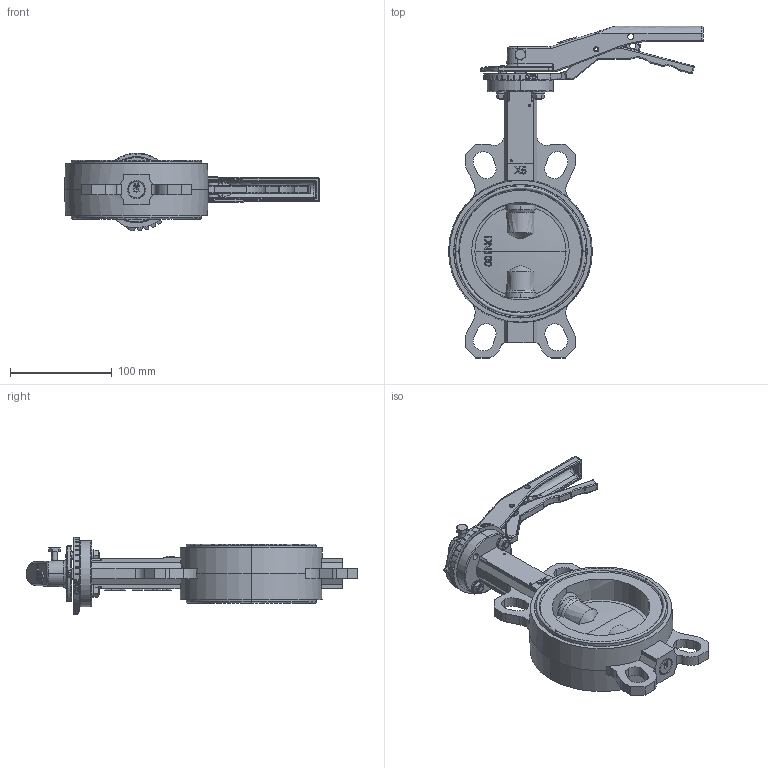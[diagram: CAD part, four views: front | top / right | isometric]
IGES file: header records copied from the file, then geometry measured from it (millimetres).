
Start section: SolidWorks IGES file using NURBS representation for surfaces
Global section: file name: VPI-02 DN100.Igs; native system: SolidWorks 2014; preprocessor: SolidWorks 2014; author: a.cartier; date: 160929.145245; units: millimetre
Bounding box: 250.75 x 326.5 x 76.45 mm (x, y, z)
Volume: 752119.5 mm3; surface area: 194293.9 mm2
Topology: 17 solids, 17 shells, 1502 faces, 3906 edges, 2409 vertices
Faces by surface type: bspline 1502
